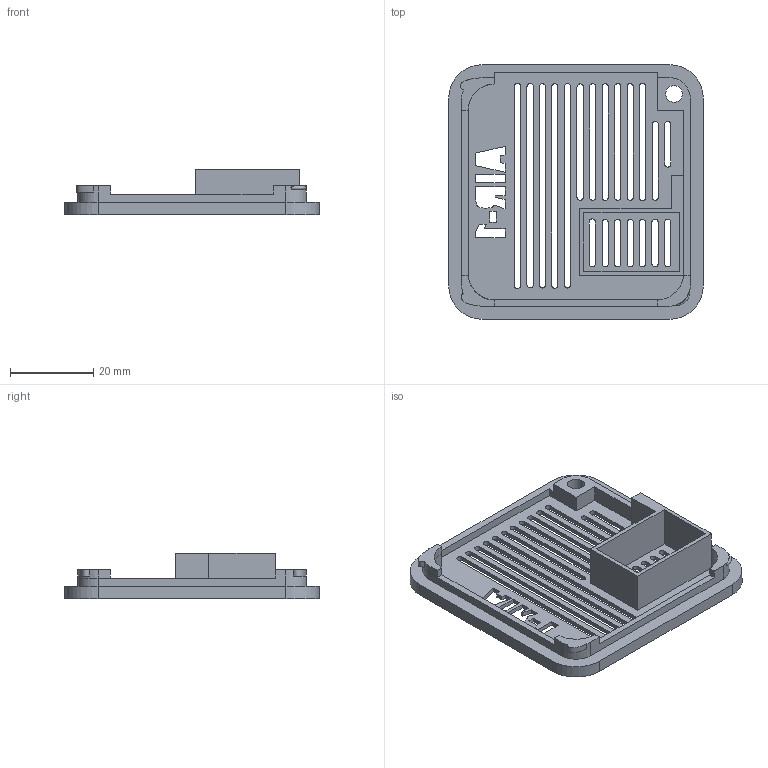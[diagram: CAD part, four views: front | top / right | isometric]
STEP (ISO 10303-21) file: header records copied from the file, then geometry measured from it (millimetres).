
FILE_DESCRIPTION(/* description */ (''),/* implementation_level */ '2;1');
FILE_NAME(/* name */ 'AIR-1 Case Lid v34 LT3.2.step',/* time_stamp */ '2024-08-13T11:35:23-05:00',/* author */ (''),/* organization */ (''),/* preprocessor_version */ 'ST-DEVELOPER v20',/* originating_system */ 'Autodesk Translation Framework v13.14.0.145',/* authorisation */ '');
FILE_SCHEMA (('AUTOMOTIVE_DESIGN { 1 0 10303 214 3 1 1 }'));
Length unit declared in the file: millimetre
Products named in the file (1): AIR-1 Case Lid v34 LT3.2
Bounding box: 61 x 61 x 11 mm (x, y, z)
Volume: 6369.2 mm3; surface area: 10346.5 mm2
Topology: 3 solids, 3 shells, 190 faces, 543 edges, 361 vertices
Faces by surface type: plane 125, cylinder 57, bspline 7, torus 1
Full cylindrical faces by diameter (mm): 4 x1, 6.25 x1
Entity records: 6433 total; most frequent: CARTESIAN_POINT 1254, ORIENTED_EDGE 1086, DIRECTION 1022, EDGE_CURVE 543, LINE 404, VECTOR 404, VERTEX_POINT 361, AXIS2_PLACEMENT_3D 309
